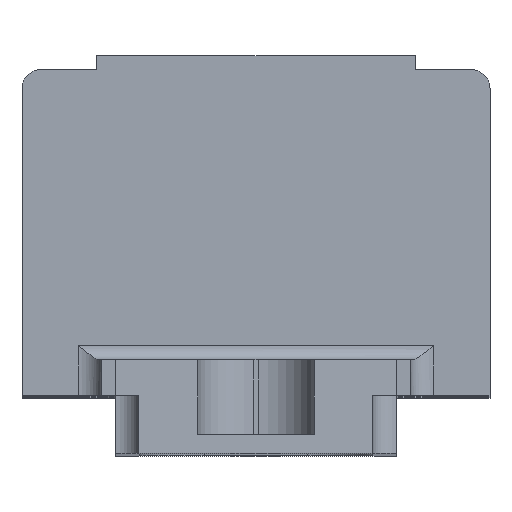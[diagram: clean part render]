
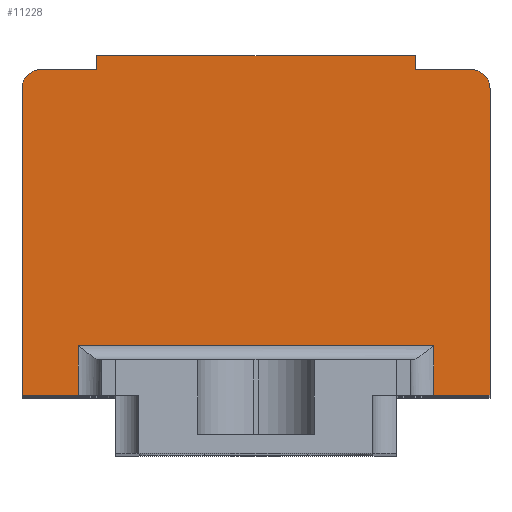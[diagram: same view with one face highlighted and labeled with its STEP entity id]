
A CAD part, top view. The second image highlights one B-rep face of the part: STEP entity #11228.
In plain terms, the highlighted planar face has unit normal (0, 0, 1).
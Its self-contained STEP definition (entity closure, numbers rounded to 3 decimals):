
#846=DIRECTION('',(0.,-1.,0.));
#847=VECTOR('',#846,5.3);
#848=CARTESIAN_POINT('',(19.,11.5,184.1));
#849=LINE('',#848,#847);
#879=DIRECTION('',(1.,0.,0.));
#880=VECTOR('',#879,38.);
#881=CARTESIAN_POINT('',(-19.,11.5,184.1));
#882=LINE('',#881,#880);
#899=DIRECTION('',(0.,1.,0.));
#900=VECTOR('',#899,5.3);
#901=CARTESIAN_POINT('',(-19.,6.2,184.1));
#902=LINE('',#901,#900);
#917=DIRECTION('',(-1.,0.,0.));
#918=VECTOR('',#917,6.);
#919=CARTESIAN_POINT('',(-19.,6.2,184.1));
#920=LINE('',#919,#918);
#921=DIRECTION('',(0.,1.,0.));
#922=VECTOR('',#921,32.8);
#923=CARTESIAN_POINT('',(-25.,6.2,184.1));
#924=LINE('',#923,#922);
#925=CARTESIAN_POINT('',(-23.,39.,184.1));
#926=DIRECTION('',(0.,0.,-1.));
#927=DIRECTION('',(-1.,0.,0.));
#928=AXIS2_PLACEMENT_3D('',#925,#926,#927);
#930=DIRECTION('',(1.,0.,0.));
#931=VECTOR('',#930,6.);
#932=CARTESIAN_POINT('',(-23.,41.,184.1));
#933=LINE('',#932,#931);
#934=DIRECTION('',(0.,1.,0.));
#935=VECTOR('',#934,1.5);
#936=CARTESIAN_POINT('',(-17.,41.,184.1));
#937=LINE('',#936,#935);
#938=DIRECTION('',(1.,0.,0.));
#939=VECTOR('',#938,34.);
#940=CARTESIAN_POINT('',(-17.,42.5,184.1));
#941=LINE('',#940,#939);
#942=DIRECTION('',(0.,-1.,0.));
#943=VECTOR('',#942,1.5);
#944=CARTESIAN_POINT('',(17.,42.5,184.1));
#945=LINE('',#944,#943);
#946=DIRECTION('',(1.,0.,0.));
#947=VECTOR('',#946,6.);
#948=CARTESIAN_POINT('',(17.,41.,184.1));
#949=LINE('',#948,#947);
#950=CARTESIAN_POINT('',(23.,39.,184.1));
#951=DIRECTION('',(0.,0.,-1.));
#952=DIRECTION('',(0.,1.,0.));
#953=AXIS2_PLACEMENT_3D('',#950,#951,#952);
#955=DIRECTION('',(0.,-1.,0.));
#956=VECTOR('',#955,32.8);
#957=CARTESIAN_POINT('',(25.,39.,184.1));
#958=LINE('',#957,#956);
#959=DIRECTION('',(-1.,0.,0.));
#960=VECTOR('',#959,6.);
#961=CARTESIAN_POINT('',(25.,6.2,184.1));
#962=LINE('',#961,#960);
#8289=CARTESIAN_POINT('',(-25.,6.2,184.1));
#8290=CARTESIAN_POINT('',(-25.,39.,184.1));
#8291=VERTEX_POINT('',#8289);
#8292=VERTEX_POINT('',#8290);
#8293=CARTESIAN_POINT('',(-23.,41.,184.1));
#8294=VERTEX_POINT('',#8293);
#8295=CARTESIAN_POINT('',(-17.,41.,184.1));
#8296=VERTEX_POINT('',#8295);
#8297=CARTESIAN_POINT('',(-17.,42.5,184.1));
#8298=VERTEX_POINT('',#8297);
#8299=CARTESIAN_POINT('',(17.,42.5,184.1));
#8300=VERTEX_POINT('',#8299);
#8301=CARTESIAN_POINT('',(17.,41.,184.1));
#8302=VERTEX_POINT('',#8301);
#8303=CARTESIAN_POINT('',(23.,41.,184.1));
#8304=VERTEX_POINT('',#8303);
#8305=CARTESIAN_POINT('',(25.,39.,184.1));
#8306=VERTEX_POINT('',#8305);
#8307=CARTESIAN_POINT('',(25.,6.2,184.1));
#8308=VERTEX_POINT('',#8307);
#8417=CARTESIAN_POINT('',(19.,6.2,184.1));
#8418=VERTEX_POINT('',#8417);
#8423=CARTESIAN_POINT('',(-19.,6.2,184.1));
#8424=VERTEX_POINT('',#8423);
#8481=CARTESIAN_POINT('',(-19.,11.5,184.1));
#8482=CARTESIAN_POINT('',(19.,11.5,184.1));
#8483=VERTEX_POINT('',#8481);
#8484=VERTEX_POINT('',#8482);
#11197=CARTESIAN_POINT('',(0.,0.,184.1));
#11198=DIRECTION('',(0.,0.,-1.));
#11199=DIRECTION('',(-1.,0.,0.));
#11200=AXIS2_PLACEMENT_3D('',#11197,#11198,#11199);
#11201=PLANE('',#11200);
#11202=ORIENTED_EDGE('',*,*,#11175,.F.);
#11203=ORIENTED_EDGE('',*,*,#11186,.F.);
#11205=ORIENTED_EDGE('',*,*,#11204,.T.);
#11207=ORIENTED_EDGE('',*,*,#11206,.T.);
#11209=ORIENTED_EDGE('',*,*,#11208,.T.);
#11211=ORIENTED_EDGE('',*,*,#11210,.T.);
#11213=ORIENTED_EDGE('',*,*,#11212,.T.);
#11215=ORIENTED_EDGE('',*,*,#11214,.T.);
#11217=ORIENTED_EDGE('',*,*,#11216,.T.);
#11219=ORIENTED_EDGE('',*,*,#11218,.T.);
#11221=ORIENTED_EDGE('',*,*,#11220,.T.);
#11223=ORIENTED_EDGE('',*,*,#11222,.T.);
#11224=ORIENTED_EDGE('',*,*,#11048,.T.);
#11225=ORIENTED_EDGE('',*,*,#11160,.F.);
#11226=EDGE_LOOP('',(#11202,#11203,#11205,#11207,#11209,#11211,#11213,#11215,
#11217,#11219,#11221,#11223,#11224,#11225));
#11227=FACE_OUTER_BOUND('',#11226,.F.);
#11228=ADVANCED_FACE('',(#11227),#11201,.F.);
#929=CIRCLE('',#928,2.);
#954=CIRCLE('',#953,2.);
#11048=EDGE_CURVE('',#8308,#8418,#962,.T.);
#11160=EDGE_CURVE('',#8484,#8418,#849,.T.);
#11175=EDGE_CURVE('',#8483,#8484,#882,.T.);
#11186=EDGE_CURVE('',#8424,#8483,#902,.T.);
#11204=EDGE_CURVE('',#8424,#8291,#920,.T.);
#11206=EDGE_CURVE('',#8291,#8292,#924,.T.);
#11208=EDGE_CURVE('',#8292,#8294,#929,.T.);
#11210=EDGE_CURVE('',#8294,#8296,#933,.T.);
#11212=EDGE_CURVE('',#8296,#8298,#937,.T.);
#11214=EDGE_CURVE('',#8298,#8300,#941,.T.);
#11216=EDGE_CURVE('',#8300,#8302,#945,.T.);
#11218=EDGE_CURVE('',#8302,#8304,#949,.T.);
#11220=EDGE_CURVE('',#8304,#8306,#954,.T.);
#11222=EDGE_CURVE('',#8306,#8308,#958,.T.);
